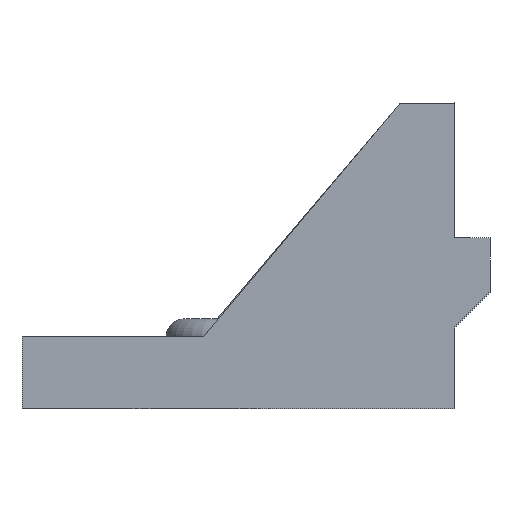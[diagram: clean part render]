
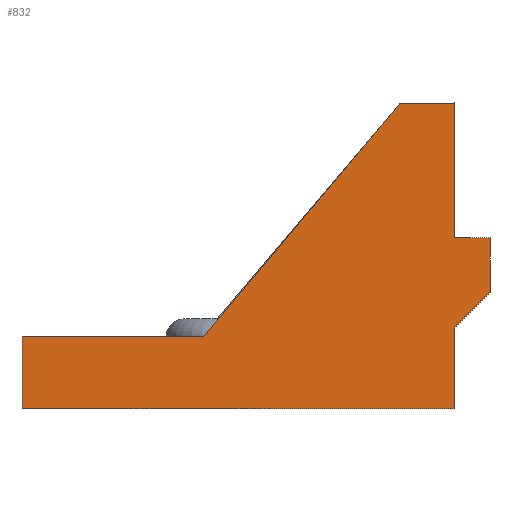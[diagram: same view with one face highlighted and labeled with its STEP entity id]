
A CAD part, front view. The second image highlights one B-rep face of the part: STEP entity #832.
In plain terms, the highlighted planar face has unit normal (0, -1, 0).
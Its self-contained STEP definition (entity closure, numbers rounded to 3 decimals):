
#5 = DIRECTION ( 'NONE',  ( -1., 0., 0. ) ) ;
#6 = EDGE_CURVE ( 'NONE', #499, #1008, #235, .T. ) ;
#16 = CARTESIAN_POINT ( 'NONE',  ( -16.666, -6.758, 4. ) ) ;
#28 = VECTOR ( 'NONE', #1343, 1000. ) ;
#64 = CARTESIAN_POINT ( 'NONE',  ( -2.758, -6.758, 17. ) ) ;
#89 = DIRECTION ( 'NONE',  ( 1., 0., 0. ) ) ;
#102 = VECTOR ( 'NONE', #664, 1000. ) ;
#113 = VERTEX_POINT ( 'NONE', #695 ) ;
#117 = CARTESIAN_POINT ( 'NONE',  ( -26.758, -6.758, 4. ) ) ;
#134 = VERTEX_POINT ( 'NONE', #359 ) ;
#139 = LINE ( 'NONE', #785, #28 ) ;
#180 = CARTESIAN_POINT ( 'NONE',  ( -26.758, -6.758, 0. ) ) ;
#185 = EDGE_CURVE ( 'NONE', #647, #474, #633, .T. ) ;
#187 = CARTESIAN_POINT ( 'NONE',  ( -5.758, -6.758, 17. ) ) ;
#206 = VECTOR ( 'NONE', #1096, 1000. ) ;
#235 = LINE ( 'NONE', #1296, #426 ) ;
#239 = VERTEX_POINT ( 'NONE', #180 ) ;
#246 = VECTOR ( 'NONE', #734, 1000. ) ;
#255 = VERTEX_POINT ( 'NONE', #295 ) ;
#292 = FACE_OUTER_BOUND ( 'NONE', #553, .T. ) ;
#295 = CARTESIAN_POINT ( 'NONE',  ( -0.758, -6.758, 6.5 ) ) ;
#298 = DIRECTION ( 'NONE',  ( 0., 1., 0. ) ) ;
#306 = CARTESIAN_POINT ( 'NONE',  ( -2.758, -6.758, 4. ) ) ;
#323 = LINE ( 'NONE', #793, #721 ) ;
#328 = ORIENTED_EDGE ( 'NONE', *, *, #1253, .F. ) ;
#359 = CARTESIAN_POINT ( 'NONE',  ( -2.758, -6.758, 17. ) ) ;
#376 = EDGE_CURVE ( 'NONE', #927, #1008, #767, .T. ) ;
#395 = CARTESIAN_POINT ( 'NONE',  ( -2.758, -6.758, 9.5 ) ) ;
#424 = CARTESIAN_POINT ( 'NONE',  ( -26.758, -6.758, 4. ) ) ;
#426 = VECTOR ( 'NONE', #89, 1000. ) ;
#451 = DIRECTION ( 'NONE',  ( 0., 0., -1. ) ) ;
#474 = VERTEX_POINT ( 'NONE', #1100 ) ;
#499 = VERTEX_POINT ( 'NONE', #424 ) ;
#508 = EDGE_CURVE ( 'NONE', #113, #566, #1412, .T. ) ;
#521 = VECTOR ( 'NONE', #873, 1000. ) ;
#535 = CARTESIAN_POINT ( 'NONE',  ( -0.758, -6.758, 9.5 ) ) ;
#553 = EDGE_LOOP ( 'NONE', ( #1099, #1154, #328, #1256, #1232, #1223, #1272, #880, #1031, #1140 ) ) ;
#566 = VERTEX_POINT ( 'NONE', #395 ) ;
#595 = VECTOR ( 'NONE', #5, 1000. ) ;
#601 = DIRECTION ( 'NONE',  ( 1., 0., 0. ) ) ;
#610 = EDGE_CURVE ( 'NONE', #927, #134, #1048, .T. ) ;
#626 = LINE ( 'NONE', #306, #521 ) ;
#633 = LINE ( 'NONE', #853, #246 ) ;
#634 = VECTOR ( 'NONE', #601, 1000. ) ;
#647 = VERTEX_POINT ( 'NONE', #1271 ) ;
#664 = DIRECTION ( 'NONE',  ( -0.643, 0., -0.766 ) ) ;
#690 = EDGE_CURVE ( 'NONE', #499, #239, #1212, .T. ) ;
#695 = CARTESIAN_POINT ( 'NONE',  ( -0.758, -6.758, 9.5 ) ) ;
#721 = VECTOR ( 'NONE', #1314, 1000. ) ;
#734 = DIRECTION ( 'NONE',  ( 0., 0., -1. ) ) ;
#767 = LINE ( 'NONE', #906, #102 ) ;
#780 = VECTOR ( 'NONE', #451, 1000. ) ;
#785 = CARTESIAN_POINT ( 'NONE',  ( -0.758, -6.758, 6.5 ) ) ;
#793 = CARTESIAN_POINT ( 'NONE',  ( -26.758, -6.758, 0. ) ) ;
#808 = AXIS2_PLACEMENT_3D ( 'NONE', #1299, #298, #864 ) ;
#832 = ADVANCED_FACE ( 'NONE', ( #292 ), #1080, .F. ) ;
#853 = CARTESIAN_POINT ( 'NONE',  ( -2.758, -6.758, 4. ) ) ;
#864 = DIRECTION ( 'NONE',  ( 0., 0., 1. ) ) ;
#868 = CARTESIAN_POINT ( 'NONE',  ( -0.758, -6.758, 9.5 ) ) ;
#873 = DIRECTION ( 'NONE',  ( 0., 0., -1. ) ) ;
#880 = ORIENTED_EDGE ( 'NONE', *, *, #6, .F. ) ;
#906 = CARTESIAN_POINT ( 'NONE',  ( -5.758, -6.758, 17. ) ) ;
#927 = VERTEX_POINT ( 'NONE', #187 ) ;
#934 = EDGE_CURVE ( 'NONE', #134, #566, #626, .T. ) ;
#1008 = VERTEX_POINT ( 'NONE', #16 ) ;
#1030 = EDGE_CURVE ( 'NONE', #647, #255, #139, .T. ) ;
#1031 = ORIENTED_EDGE ( 'NONE', *, *, #690, .T. ) ;
#1037 = EDGE_CURVE ( 'NONE', #239, #474, #323, .T. ) ;
#1048 = LINE ( 'NONE', #64, #634 ) ;
#1080 = PLANE ( 'NONE',  #808 ) ;
#1096 = DIRECTION ( 'NONE',  ( 0., 0., -1. ) ) ;
#1099 = ORIENTED_EDGE ( 'NONE', *, *, #185, .F. ) ;
#1100 = CARTESIAN_POINT ( 'NONE',  ( -2.758, -6.758, 0. ) ) ;
#1140 = ORIENTED_EDGE ( 'NONE', *, *, #1037, .T. ) ;
#1154 = ORIENTED_EDGE ( 'NONE', *, *, #1030, .T. ) ;
#1212 = LINE ( 'NONE', #117, #780 ) ;
#1223 = ORIENTED_EDGE ( 'NONE', *, *, #610, .F. ) ;
#1232 = ORIENTED_EDGE ( 'NONE', *, *, #934, .F. ) ;
#1253 = EDGE_CURVE ( 'NONE', #113, #255, #1311, .T. ) ;
#1256 = ORIENTED_EDGE ( 'NONE', *, *, #508, .T. ) ;
#1271 = CARTESIAN_POINT ( 'NONE',  ( -2.758, -6.758, 4.5 ) ) ;
#1272 = ORIENTED_EDGE ( 'NONE', *, *, #376, .T. ) ;
#1296 = CARTESIAN_POINT ( 'NONE',  ( -26.758, -6.758, 4. ) ) ;
#1299 = CARTESIAN_POINT ( 'NONE',  ( -26.758, -6.758, 4. ) ) ;
#1311 = LINE ( 'NONE', #868, #206 ) ;
#1314 = DIRECTION ( 'NONE',  ( 1., 0., 0. ) ) ;
#1343 = DIRECTION ( 'NONE',  ( 0.707, 0., 0.707 ) ) ;
#1412 = LINE ( 'NONE', #535, #595 ) ;
